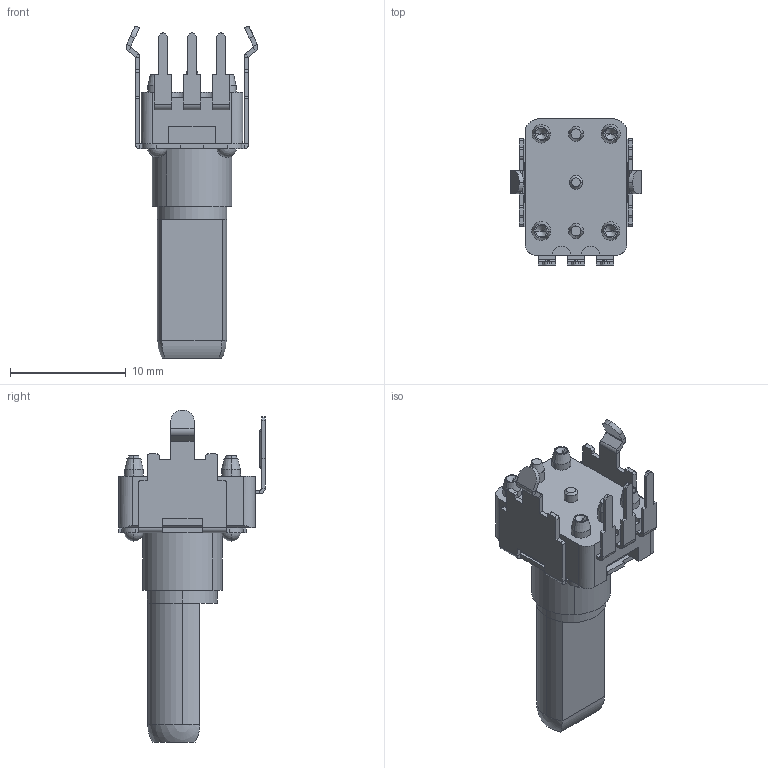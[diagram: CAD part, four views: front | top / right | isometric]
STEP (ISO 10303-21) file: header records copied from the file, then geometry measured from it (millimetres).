
FILE_DESCRIPTION(('STEP AP242'),'1');
FILE_NAME('rk09d1130a1l.stp','2022-02-08T02:51:30',('TraceParts'),('TraceParts S.A.'),'Spatial InterOp 3D',' ',' ');
FILE_SCHEMA(('AP242_MANAGED_MODEL_BASED_3D_ENGINEERING_MIM_LF {1 0 10303 442 1 1 4}'));
Length unit declared in the file: millimetre
Products named in the file (1): rk09d1130a1l
Bounding box: 11.4 x 12.65 x 28.7 mm (x, y, z)
Volume: 1034.7 mm3; surface area: 1100 mm2
Topology: 1 solids, 1 shells, 304 faces, 755 edges, 452 vertices
Faces by surface type: plane 180, cylinder 80, sphere 22, cone 22
Entity records: 11178 total; most frequent: DIRECTION 1559, CARTESIAN_POINT 1512, ORIENTED_EDGE 1466, EDGE_CURVE 733, AXIS2_PLACEMENT_3D 527, LINE 505, VECTOR 505, VERTEX_POINT 452
